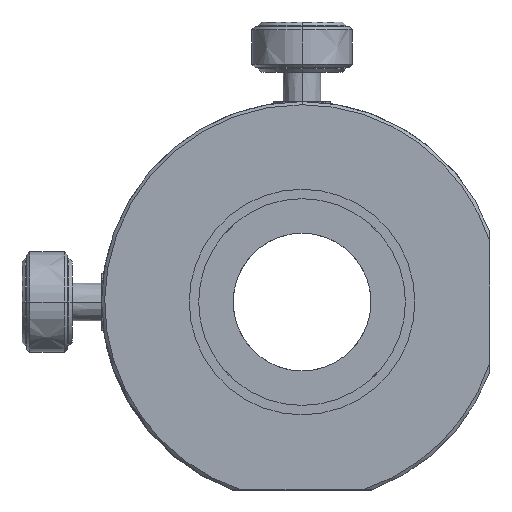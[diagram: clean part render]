
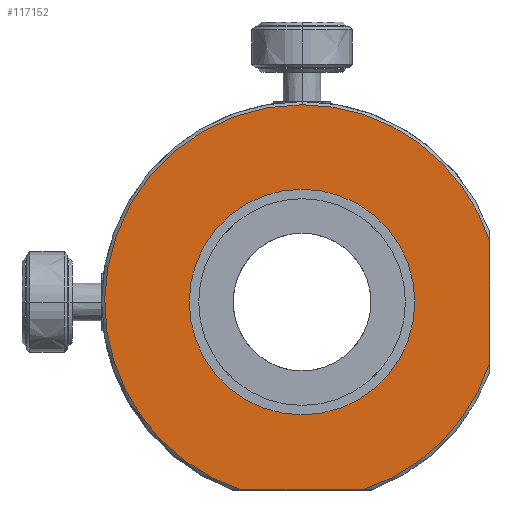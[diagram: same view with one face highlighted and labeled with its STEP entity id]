
A CAD part, front view. The second image highlights one B-rep face of the part: STEP entity #117152.
In plain terms, the highlighted free-form (B-spline) face has degree [1, 1] with [2, 2] control points.
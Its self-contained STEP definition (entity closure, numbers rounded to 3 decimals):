
#458 = CARTESIAN_POINT ( 'NONE',  ( 0., 0., 0. ) ) ;
#895 = VERTEX_POINT ( 'NONE', #108258 ) ;
#2111 = ORIENTED_EDGE ( 'NONE', *, *, #28781, .F. ) ;
#3937 = ORIENTED_EDGE ( 'NONE', *, *, #34341, .T. ) ;
#4624 = EDGE_CURVE ( 'NONE', #74089, #106795, #96124, .T. ) ;
#6032 = CARTESIAN_POINT ( 'NONE',  ( 18., 0., 0. ) ) ;
#6243 = AXIS2_PLACEMENT_3D ( 'NONE', #127803, #137230, #138149 ) ;
#6384 = FACE_BOUND ( 'NONE', #70998, .T. ) ;
#8576 = CARTESIAN_POINT ( 'NONE',  ( -31.004, 0., 5.568 ) ) ;
#11199 = EDGE_CURVE ( 'NONE', #106795, #75809, #38515, .T. ) ;
#13427 = CARTESIAN_POINT ( 'NONE',  ( 0., 0., -18. ) ) ;
#17293 = CARTESIAN_POINT ( 'NONE',  ( 30., 0., -30. ) ) ;
#19886 = VERTEX_POINT ( 'NONE', #13427 ) ;
#19948 = DIRECTION ( 'NONE',  ( 0., 0., -1. ) ) ;
#20806 = VERTEX_POINT ( 'NONE', #77316 ) ;
#21358 = DIRECTION ( 'NONE',  ( 0., 0., -1. ) ) ;
#22696 = VERTEX_POINT ( 'NONE', #29545 ) ;
#22853 = CIRCLE ( 'NONE', #6243, 31.5 ) ;
#23424 = CIRCLE ( 'NONE', #120218, 18. ) ;
#25277 = AXIS2_PLACEMENT_3D ( 'NONE', #104886, #28939, #136382 ) ;
#27559 = CARTESIAN_POINT ( 'NONE',  ( 30., 0., 31.5 ) ) ;
#27644 = ORIENTED_EDGE ( 'NONE', *, *, #11199, .F. ) ;
#28432 = VECTOR ( 'NONE', #123678, 1000. ) ;
#28781 = EDGE_CURVE ( 'NONE', #43934, #895, #81979, .T. ) ;
#28891 = CARTESIAN_POINT ( 'NONE',  ( 30., 0., 9.605 ) ) ;
#28939 = DIRECTION ( 'NONE',  ( 0., -1., 0. ) ) ;
#29019 = CARTESIAN_POINT ( 'NONE',  ( 30., 0., -9.605 ) ) ;
#29545 = CARTESIAN_POINT ( 'NONE',  ( -9.605, 0., -30. ) ) ;
#30177 = EDGE_CURVE ( 'NONE', #74089, #52482, #75300, .T. ) ;
#31000 = AXIS2_PLACEMENT_3D ( 'NONE', #458, #138242, #117576 ) ;
#31158 = CARTESIAN_POINT ( 'NONE',  ( 0., 0., 0. ) ) ;
#31958 = ORIENTED_EDGE ( 'NONE', *, *, #4624, .F. ) ;
#34341 = EDGE_CURVE ( 'NONE', #22696, #20806, #44645, .T. ) ;
#35129 = EDGE_CURVE ( 'NONE', #19886, #43934, #121897, .T. ) ;
#38515 = LINE ( 'NONE', #28891, #28432 ) ;
#41397 = CARTESIAN_POINT ( 'NONE',  ( 0., 0., 0. ) ) ;
#41480 = CARTESIAN_POINT ( 'NONE',  ( 0., 0., 0. ) ) ;
#42583 = EDGE_LOOP ( 'NONE', ( #3937, #121100, #27644, #31958, #64750, #55509 ) ) ;
#42853 = CARTESIAN_POINT ( 'NONE',  ( 0., 0., 0. ) ) ;
#43934 = VERTEX_POINT ( 'NONE', #6032 ) ;
#44645 = LINE ( 'NONE', #90045, #103414 ) ;
#46613 = AXIS2_PLACEMENT_3D ( 'NONE', #31158, #138607, #64448 ) ;
#52482 = VERTEX_POINT ( 'NONE', #8576 ) ;
#55509 = ORIENTED_EDGE ( 'NONE', *, *, #111547, .T. ) ;
#61605 = EDGE_CURVE ( 'NONE', #895, #74237, #135092, .T. ) ;
#62944 = DIRECTION ( 'NONE',  ( 0., 0., 1. ) ) ;
#64448 = DIRECTION ( 'NONE',  ( -0.984, 0., 0.177 ) ) ;
#64750 = ORIENTED_EDGE ( 'NONE', *, *, #30177, .T. ) ;
#64944 = FACE_OUTER_BOUND ( 'NONE', #42583, .T. ) ;
#70621 = DIRECTION ( 'NONE',  ( 1., 0., 0. ) ) ;
#70998 = EDGE_LOOP ( 'NONE', ( #115938, #101391, #131289, #2111 ) ) ;
#74089 = VERTEX_POINT ( 'NONE', #82797 ) ;
#74237 = VERTEX_POINT ( 'NONE', #92240 ) ;
#74523 = EDGE_CURVE ( 'NONE', #19886, #74237, #23424, .T. ) ;
#75300 = CIRCLE ( 'NONE', #123688, 31.5 ) ;
#75809 = VERTEX_POINT ( 'NONE', #29019 ) ;
#77278 = EDGE_CURVE ( 'NONE', #75809, #20806, #22853, .T. ) ;
#77316 = CARTESIAN_POINT ( 'NONE',  ( 9.605, 0., -30. ) ) ;
#77673 = CARTESIAN_POINT ( 'NONE',  ( 30., 0., 9.605 ) ) ;
#81487 = AXIS2_PLACEMENT_3D ( 'NONE', #128525, #107382, #119151 ) ;
#81979 = CIRCLE ( 'NONE', #31000, 18. ) ;
#82797 = CARTESIAN_POINT ( 'NONE',  ( 0., 0., 31.5 ) ) ;
#90045 = CARTESIAN_POINT ( 'NONE',  ( -9.605, 0., -30. ) ) ;
#92240 = CARTESIAN_POINT ( 'NONE',  ( -18., 0., 0. ) ) ;
#92273 = CARTESIAN_POINT ( 'NONE',  ( -33.098, 0., 31.5 ) ) ;
#92275 = CIRCLE ( 'NONE', #46613, 31.5 ) ;
#93272 = AXIS2_PLACEMENT_3D ( 'NONE', #41480, #116533, #21358 ) ;
#95807 = DIRECTION ( 'NONE',  ( 0., -1., 0. ) ) ;
#96124 = CIRCLE ( 'NONE', #81487, 31.5 ) ;
#101391 = ORIENTED_EDGE ( 'NONE', *, *, #74523, .T. ) ;
#103414 = VECTOR ( 'NONE', #70621, 1000. ) ;
#104886 = CARTESIAN_POINT ( 'NONE',  ( 0., 0., 0. ) ) ;
#106795 = VERTEX_POINT ( 'NONE', #77673 ) ;
#107382 = DIRECTION ( 'NONE',  ( 0., 1., 0. ) ) ;
#108258 = CARTESIAN_POINT ( 'NONE',  ( 0., 0., 18. ) ) ;
#111547 = EDGE_CURVE ( 'NONE', #52482, #22696, #92275, .T. ) ;
#115938 = ORIENTED_EDGE ( 'NONE', *, *, #35129, .F. ) ;
#116150 = CARTESIAN_POINT ( 'NONE',  ( -33.098, 0., -30. ) ) ;
#116509 = DIRECTION ( 'NONE',  ( 0., 1., 0. ) ) ;
#116533 = DIRECTION ( 'NONE',  ( 0., -1., 0. ) ) ;
#117152 = ADVANCED_FACE ( 'NONE', ( #64944, #6384 ), #117542, .T. ) ;
#117542 = B_SPLINE_SURFACE_WITH_KNOTS ( 'NONE', 1, 1, ( 
 ( #27559, #17293 ),
 ( #92273, #116150 ) ),
 .UNSPECIFIED., .F., .F., .F.,
 ( 2, 2 ),
 ( 2, 2 ),
 ( 0., 1. ),
 ( 0., 1. ),
 .UNSPECIFIED. ) ;
#117576 = DIRECTION ( 'NONE',  ( 1., 0., 0. ) ) ;
#119151 = DIRECTION ( 'NONE',  ( 0., 0., 1. ) ) ;
#120218 = AXIS2_PLACEMENT_3D ( 'NONE', #42853, #116509, #19948 ) ;
#121100 = ORIENTED_EDGE ( 'NONE', *, *, #77278, .F. ) ;
#121897 = CIRCLE ( 'NONE', #93272, 18. ) ;
#123678 = DIRECTION ( 'NONE',  ( 0., 0., -1. ) ) ;
#123688 = AXIS2_PLACEMENT_3D ( 'NONE', #41397, #95807, #62944 ) ;
#127803 = CARTESIAN_POINT ( 'NONE',  ( 0., 0., 0. ) ) ;
#128525 = CARTESIAN_POINT ( 'NONE',  ( 0., 0., 0. ) ) ;
#131289 = ORIENTED_EDGE ( 'NONE', *, *, #61605, .F. ) ;
#135092 = CIRCLE ( 'NONE', #25277, 18. ) ;
#136382 = DIRECTION ( 'NONE',  ( 0., 0., 1. ) ) ;
#137230 = DIRECTION ( 'NONE',  ( 0., 1., 0. ) ) ;
#138149 = DIRECTION ( 'NONE',  ( 0.952, 0., -0.305 ) ) ;
#138242 = DIRECTION ( 'NONE',  ( 0., -1., 0. ) ) ;
#138607 = DIRECTION ( 'NONE',  ( 0., -1., 0. ) ) ;
